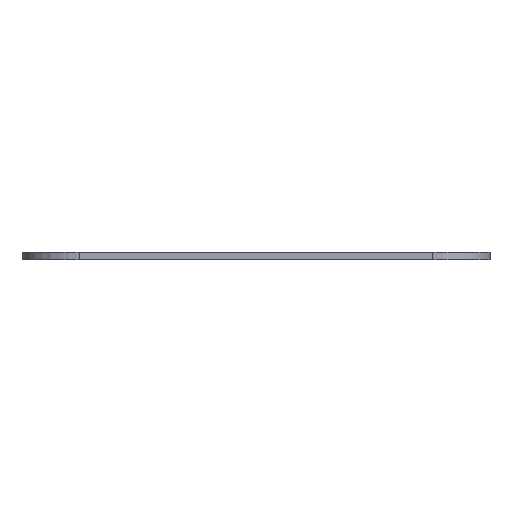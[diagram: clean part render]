
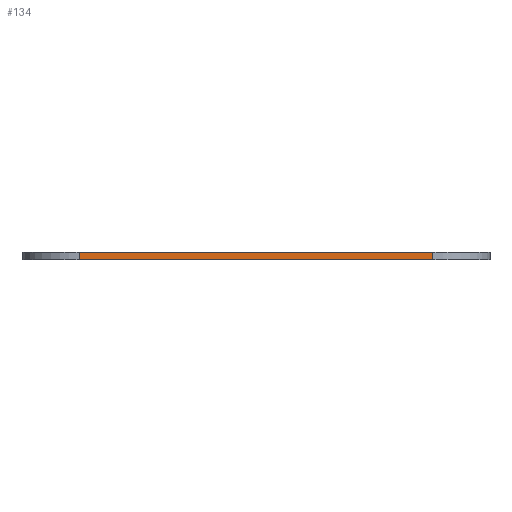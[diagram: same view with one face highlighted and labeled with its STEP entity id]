
A CAD part, left-side view. The second image highlights one B-rep face of the part: STEP entity #134.
In plain terms, the highlighted planar face has unit normal (-1, 0, 0).
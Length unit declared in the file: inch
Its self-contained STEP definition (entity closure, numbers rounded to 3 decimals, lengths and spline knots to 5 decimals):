
#42 = ORIENTED_EDGE ( 'NONE', *, *, #438, .F. ) ;
#65 = VECTOR ( 'NONE', #532, 39.37008 ) ;
#82 = CARTESIAN_POINT ( 'NONE',  ( -0.825, -0.185, -0.0075 ) ) ;
#94 = LINE ( 'NONE', #145, #413 ) ;
#120 = CARTESIAN_POINT ( 'NONE',  ( -0.825, -0.185, 0. ) ) ;
#123 = FACE_OUTER_BOUND ( 'NONE', #664, .T. ) ;
#134 = ADVANCED_FACE ( 'NONE', ( #123 ), #513, .T. ) ;
#145 = CARTESIAN_POINT ( 'NONE',  ( -0.825, 0.185, 0. ) ) ;
#147 = LINE ( 'NONE', #777, #434 ) ;
#192 = EDGE_CURVE ( 'NONE', #248, #620, #94, .T. ) ;
#205 = CARTESIAN_POINT ( 'NONE',  ( -0.825, 0.185, 0. ) ) ;
#207 = LINE ( 'NONE', #260, #65 ) ;
#245 = ORIENTED_EDGE ( 'NONE', *, *, #488, .T. ) ;
#248 = VERTEX_POINT ( 'NONE', #205 ) ;
#260 = CARTESIAN_POINT ( 'NONE',  ( -0.825, 0.185, -0.0075 ) ) ;
#264 = CARTESIAN_POINT ( 'NONE',  ( -0.825, 0.185, -0.0075 ) ) ;
#306 = DIRECTION ( 'NONE',  ( 0., 0., 1. ) ) ;
#413 = VECTOR ( 'NONE', #584, 39.37008 ) ;
#434 = VECTOR ( 'NONE', #595, 39.37008 ) ;
#438 = EDGE_CURVE ( 'NONE', #514, #248, #207, .T. ) ;
#458 = EDGE_CURVE ( 'NONE', #514, #816, #147, .T. ) ;
#488 = EDGE_CURVE ( 'NONE', #816, #620, #537, .T. ) ;
#497 = ORIENTED_EDGE ( 'NONE', *, *, #192, .F. ) ;
#513 = PLANE ( 'NONE',  #769 ) ;
#514 = VERTEX_POINT ( 'NONE', #264 ) ;
#532 = DIRECTION ( 'NONE',  ( 0., 0., 1. ) ) ;
#537 = LINE ( 'NONE', #82, #638 ) ;
#584 = DIRECTION ( 'NONE',  ( 0., -1., 0. ) ) ;
#595 = DIRECTION ( 'NONE',  ( 0., -1., 0. ) ) ;
#620 = VERTEX_POINT ( 'NONE', #120 ) ;
#627 = ORIENTED_EDGE ( 'NONE', *, *, #458, .T. ) ;
#638 = VECTOR ( 'NONE', #793, 39.37008 ) ;
#662 = CARTESIAN_POINT ( 'NONE',  ( -0.825, -0.185, -0.0075 ) ) ;
#664 = EDGE_LOOP ( 'NONE', ( #497, #42, #627, #245 ) ) ;
#694 = DIRECTION ( 'NONE',  ( -1., 0., 0. ) ) ;
#766 = CARTESIAN_POINT ( 'NONE',  ( -0.825, 0.185, -0.0075 ) ) ;
#769 = AXIS2_PLACEMENT_3D ( 'NONE', #766, #694, #306 ) ;
#777 = CARTESIAN_POINT ( 'NONE',  ( -0.825, 0.185, -0.0075 ) ) ;
#793 = DIRECTION ( 'NONE',  ( 0., 0., 1. ) ) ;
#816 = VERTEX_POINT ( 'NONE', #662 ) ;
